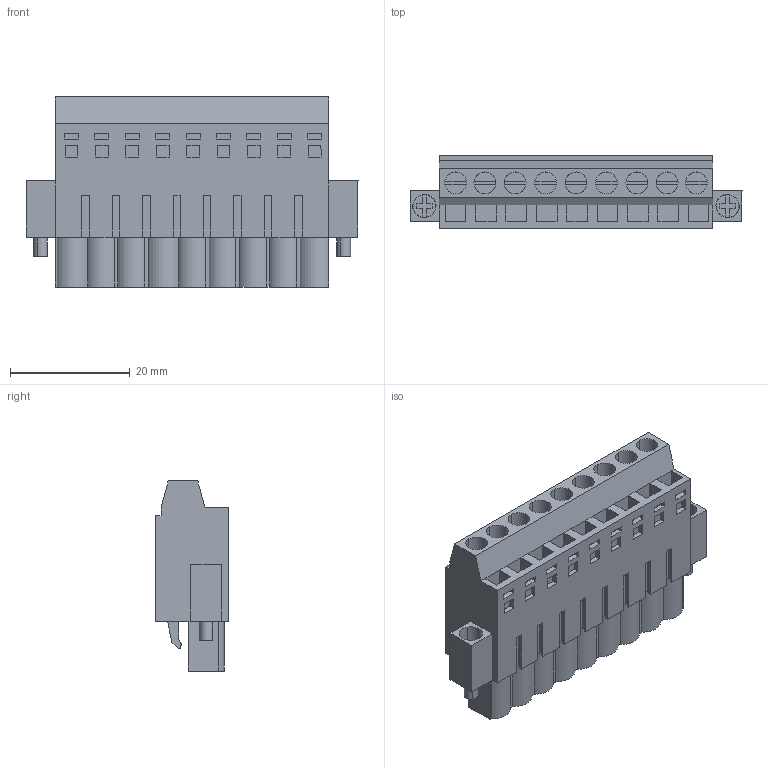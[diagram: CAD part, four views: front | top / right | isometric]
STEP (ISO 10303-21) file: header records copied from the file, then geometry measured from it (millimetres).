
FILE_DESCRIPTION(('CATIA V5 STEP Exchange','CAx-IF Rec.Pracs.--- Model Styling and Organization---1.2---2011-12-15'),'2;1');
FILE_NAME ('D1457345_0_1844060000_1844060000.stp','2017-10-31T20:33:25+00:00',('none'),('Weidmueller'),'CATIA Version 5-6 Release 2014','CATIA V5 STEP AP214','none');
FILE_SCHEMA(('AUTOMOTIVE_DESIGN { 1 0 10303 214 1 1 1 1 }'));
Length unit declared in the file: millimetre
Products named in the file (1): 1844060000
Bounding box: 55.52 x 12.2 x 31.8 mm (x, y, z)
Volume: 12684.4 mm3; surface area: 7770.8 mm2
Topology: 12 solids, 12 shells, 652 faces, 1795 edges, 1220 vertices
Faces by surface type: plane 552, cylinder 100
Entity records: 20051 total; most frequent: CARTESIAN_POINT 3684, ORIENTED_EDGE 3590, DIRECTION 2643, EDGE_CURVE 1795, VECTOR 1551, LINE 1551, VERTEX_POINT 1220, EDGE_LOOP 709
